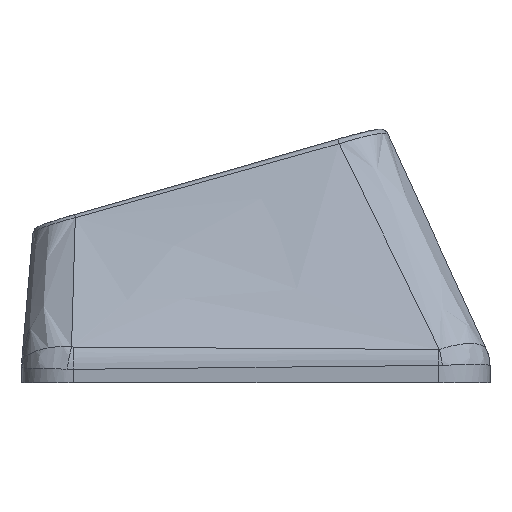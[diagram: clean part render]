
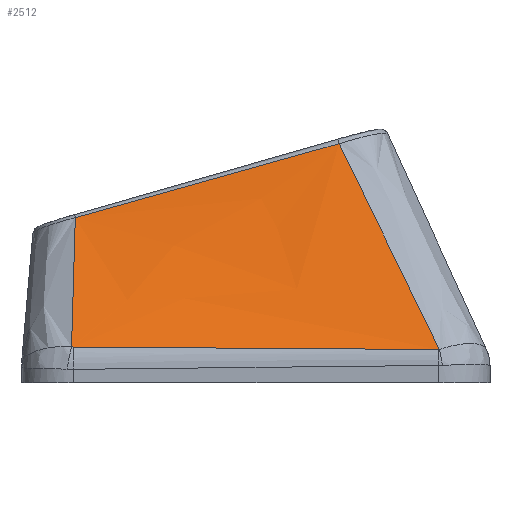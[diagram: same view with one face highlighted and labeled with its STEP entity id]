
A CAD part, left-side view. The second image highlights one B-rep face of the part: STEP entity #2512.
In plain terms, the highlighted free-form (B-spline) face has degree [3, 3] with [4, 4] control points.
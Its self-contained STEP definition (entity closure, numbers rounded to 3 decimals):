
#54=B_SPLINE_SURFACE_WITH_KNOTS('',3,3,((#5992,#5993,#5994,#5995),(#5996,
#5997,#5998,#5999),(#6000,#6001,#6002,#6003),(#6004,#6005,#6006,#6007)),
 .UNSPECIFIED.,.F.,.F.,.F.,(4,4),(4,4),(0.101,0.894),
(0.021,0.966),.UNSPECIFIED.);
#546=FACE_OUTER_BOUND('',#684,.T.);
#684=EDGE_LOOP('',(#2253,#2254,#2255,#2256,#2257,#2258));
#888=B_SPLINE_CURVE_WITH_KNOTS('',3,(#5512,#5513,#5514,#5515),
 .UNSPECIFIED.,.F.,.F.,(4,4),(0.,0.004),.UNSPECIFIED.);
#890=B_SPLINE_CURVE_WITH_KNOTS('',3,(#5539,#5540,#5541,#5542),
 .UNSPECIFIED.,.F.,.F.,(4,4),(0.,1.416),.UNSPECIFIED.);
#892=B_SPLINE_CURVE_WITH_KNOTS('',3,(#5566,#5567,#5568,#5569),
 .UNSPECIFIED.,.F.,.F.,(4,4),(0.,0.006),
 .UNSPECIFIED.);
#914=B_SPLINE_CURVE_WITH_KNOTS('',3,(#5982,#5983,#5984,#5985),
 .UNSPECIFIED.,.F.,.F.,(4,4),(-0.632,-0.017),
 .UNSPECIFIED.);
#916=B_SPLINE_CURVE_WITH_KNOTS('',3,(#6009,#6010,#6011,#6012),
 .UNSPECIFIED.,.F.,.F.,(4,4),(0.021,0.98),
 .UNSPECIFIED.);
#917=B_SPLINE_CURVE_WITH_KNOTS('',3,(#6013,#6014,#6015,#6016),
 .UNSPECIFIED.,.F.,.F.,(4,4),(-1.063,0.),.UNSPECIFIED.);
#1160=VERTEX_POINT('',#5471);
#1164=VERTEX_POINT('',#5505);
#1166=VERTEX_POINT('',#5532);
#1168=VERTEX_POINT('',#5559);
#1195=VERTEX_POINT('',#5981);
#1196=VERTEX_POINT('',#6008);
#1520=EDGE_CURVE('',#1160,#1164,#888,.T.);
#1523=EDGE_CURVE('',#1164,#1166,#890,.T.);
#1526=EDGE_CURVE('',#1166,#1168,#892,.T.);
#1567=EDGE_CURVE('',#1168,#1195,#914,.T.);
#1569=EDGE_CURVE('',#1196,#1160,#916,.T.);
#1570=EDGE_CURVE('',#1195,#1196,#917,.T.);
#2253=ORIENTED_EDGE('',*,*,#1526,.F.);
#2254=ORIENTED_EDGE('',*,*,#1523,.F.);
#2255=ORIENTED_EDGE('',*,*,#1520,.F.);
#2256=ORIENTED_EDGE('',*,*,#1569,.F.);
#2257=ORIENTED_EDGE('',*,*,#1570,.F.);
#2258=ORIENTED_EDGE('',*,*,#1567,.F.);
#2512=ADVANCED_FACE('',(#546),#54,.T.);
#5471=CARTESIAN_POINT('',(-25.615,-7.115,0.297));
#5505=CARTESIAN_POINT('',(-25.616,-7.076,0.294));
#5512=CARTESIAN_POINT('Ctrl Pts',(-25.615,-7.115,0.297));
#5513=CARTESIAN_POINT('Ctrl Pts',(-25.616,-7.102,0.295));
#5514=CARTESIAN_POINT('Ctrl Pts',(-25.616,-7.089,0.294));
#5515=CARTESIAN_POINT('Ctrl Pts',(-25.616,-7.076,0.294));
#5532=CARTESIAN_POINT('',(-25.474,7.094,0.389));
#5539=CARTESIAN_POINT('Ctrl Pts',(-25.616,-7.076,0.294));
#5540=CARTESIAN_POINT('Ctrl Pts',(-25.589,-2.354,0.32));
#5541=CARTESIAN_POINT('Ctrl Pts',(-25.552,2.368,0.352));
#5542=CARTESIAN_POINT('Ctrl Pts',(-25.474,7.094,0.389));
#5559=CARTESIAN_POINT('',(-25.469,7.158,0.395));
#5566=CARTESIAN_POINT('Ctrl Pts',(-25.474,7.094,0.389));
#5567=CARTESIAN_POINT('Ctrl Pts',(-25.474,7.115,0.389));
#5568=CARTESIAN_POINT('Ctrl Pts',(-25.472,7.137,0.391));
#5569=CARTESIAN_POINT('Ctrl Pts',(-25.469,7.158,0.395));
#5981=CARTESIAN_POINT('',(-21.955,7.012,5.409));
#5982=CARTESIAN_POINT('Ctrl Pts',(-25.469,7.158,0.395));
#5983=CARTESIAN_POINT('Ctrl Pts',(-24.29,7.089,2.062));
#5984=CARTESIAN_POINT('Ctrl Pts',(-23.12,7.037,3.734));
#5985=CARTESIAN_POINT('Ctrl Pts',(-21.955,7.012,5.409));
#5992=CARTESIAN_POINT('Ctrl Pts',(-21.942,-3.665,8.404));
#5993=CARTESIAN_POINT('Ctrl Pts',(-23.166,-4.816,5.701));
#5994=CARTESIAN_POINT('Ctrl Pts',(-24.391,-5.966,2.997));
#5995=CARTESIAN_POINT('Ctrl Pts',(-25.616,-7.117,0.294));
#5996=CARTESIAN_POINT('Ctrl Pts',(-21.942,-0.046,
7.395));
#5997=CARTESIAN_POINT('Ctrl Pts',(-23.166,-0.817,
5.017));
#5998=CARTESIAN_POINT('Ctrl Pts',(-24.391,-1.588,2.638));
#5999=CARTESIAN_POINT('Ctrl Pts',(-25.616,-2.359,0.259));
#6000=CARTESIAN_POINT('Ctrl Pts',(-21.942,3.573,6.387));
#6001=CARTESIAN_POINT('Ctrl Pts',(-23.166,3.182,4.332));
#6002=CARTESIAN_POINT('Ctrl Pts',(-24.391,2.79,2.278));
#6003=CARTESIAN_POINT('Ctrl Pts',(-25.616,2.398,0.223));
#6004=CARTESIAN_POINT('Ctrl Pts',(-21.942,7.193,5.378));
#6005=CARTESIAN_POINT('Ctrl Pts',(-23.166,7.181,3.648));
#6006=CARTESIAN_POINT('Ctrl Pts',(-24.391,7.168,1.918));
#6007=CARTESIAN_POINT('Ctrl Pts',(-25.616,7.156,0.188));
#6008=CARTESIAN_POINT('',(-21.942,-3.222,8.281));
#6009=CARTESIAN_POINT('Ctrl Pts',(-21.942,-3.222,8.281));
#6010=CARTESIAN_POINT('Ctrl Pts',(-23.185,-4.533,5.631));
#6011=CARTESIAN_POINT('Ctrl Pts',(-24.404,-5.828,2.967));
#6012=CARTESIAN_POINT('Ctrl Pts',(-25.615,-7.115,0.297));
#6013=CARTESIAN_POINT('Ctrl Pts',(-21.955,7.012,5.409));
#6014=CARTESIAN_POINT('Ctrl Pts',(-21.953,3.599,6.359));
#6015=CARTESIAN_POINT('Ctrl Pts',(-21.947,0.188,7.318));
#6016=CARTESIAN_POINT('Ctrl Pts',(-21.942,-3.222,8.281));
